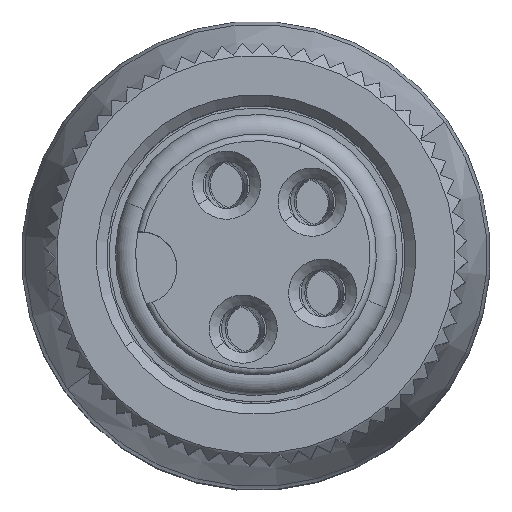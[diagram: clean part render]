
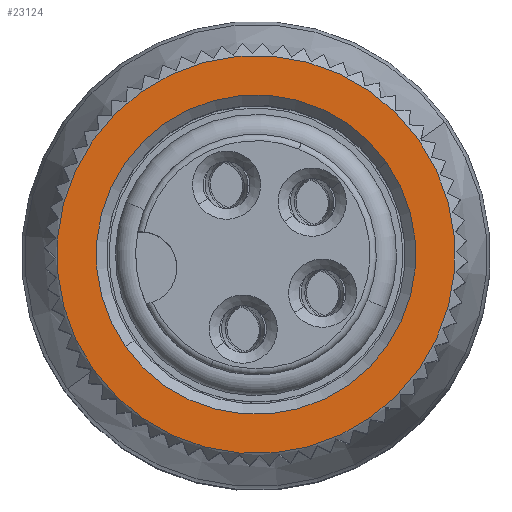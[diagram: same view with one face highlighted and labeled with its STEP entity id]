
A CAD part, top view. The second image highlights one B-rep face of the part: STEP entity #23124.
In plain terms, the highlighted planar face has unit normal (0, 0, 1).
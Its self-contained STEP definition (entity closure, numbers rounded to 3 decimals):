
#20922=AXIS2_PLACEMENT_3D('Circle Axis2P3D',#20920,#20921,$) ;
#22513=AXIS2_PLACEMENT_3D('Circle Axis2P3D',#22511,#22512,$) ;
#23100=AXIS2_PLACEMENT_3D('Plane Axis2P3D',#23097,#23098,#23099) ;
#23108=AXIS2_PLACEMENT_3D('Circle Axis2P3D',#23106,#23107,$) ;
#23117=AXIS2_PLACEMENT_3D('Circle Axis2P3D',#23115,#23116,$) ;
#20917=CARTESIAN_POINT('Vertex',(1.683,2.806,43.136)) ;
#20920=CARTESIAN_POINT('Axis2P3D Location',(5.5,5.5,43.136)) ;
#20924=CARTESIAN_POINT('Vertex',(9.317,8.194,43.136)) ;
#22511=CARTESIAN_POINT('Axis2P3D Location',(5.5,5.5,43.136)) ;
#23097=CARTESIAN_POINT('Axis2P3D Location',(1.775,5.071,43.136)) ;
#23106=CARTESIAN_POINT('Axis2P3D Location',(5.5,5.5,43.136)) ;
#23110=CARTESIAN_POINT('Vertex',(2.436,3.338,43.136)) ;
#23112=CARTESIAN_POINT('Vertex',(8.564,7.662,43.136)) ;
#23115=CARTESIAN_POINT('Axis2P3D Location',(5.5,5.5,43.136)) ;
#20921=DIRECTION('Axis2P3D Direction',(0.,0.,-1.)) ;
#22512=DIRECTION('Axis2P3D Direction',(0.,0.,-1.)) ;
#23098=DIRECTION('Axis2P3D Direction',(0.,0.,1.)) ;
#23099=DIRECTION('Axis2P3D XDirection',(-0.993,-0.114,0.)) ;
#23107=DIRECTION('Axis2P3D Direction',(0.,0.,1.)) ;
#23116=DIRECTION('Axis2P3D Direction',(0.,0.,1.)) ;
#23103=ORIENTED_EDGE('',*,*,#20926,.T.) ;
#23104=ORIENTED_EDGE('',*,*,#22515,.T.) ;
#23121=ORIENTED_EDGE('',*,*,#23114,.F.) ;
#23122=ORIENTED_EDGE('',*,*,#23119,.F.) ;
#23123=FACE_BOUND('',#23120,.T.) ;
#23124=ADVANCED_FACE('FKM5-FKM5-FSM5_stp.1\\40759_SAIL_UWMU_M8.1\\SAIL_UWMU_M8',(#23105,#23123),#23101,.T.) ;
#20923=CIRCLE('generated circle',#20922,4.672) ;
#22514=CIRCLE('generated circle',#22513,4.672) ;
#23109=CIRCLE('generated circle',#23108,3.75) ;
#23118=CIRCLE('generated circle',#23117,3.75) ;
#20926=EDGE_CURVE('',#20925,#20918,#20923,.F.) ;
#22515=EDGE_CURVE('',#20918,#20925,#22514,.F.) ;
#23114=EDGE_CURVE('',#23111,#23113,#23109,.T.) ;
#23119=EDGE_CURVE('',#23113,#23111,#23118,.T.) ;
#23102=EDGE_LOOP('',(#23103,#23104)) ;
#23120=EDGE_LOOP('',(#23121,#23122)) ;
#23105=FACE_OUTER_BOUND('',#23102,.T.) ;
#23101=PLANE('',#23100) ;
#20918=VERTEX_POINT('',#20917) ;
#20925=VERTEX_POINT('',#20924) ;
#23111=VERTEX_POINT('',#23110) ;
#23113=VERTEX_POINT('',#23112) ;
